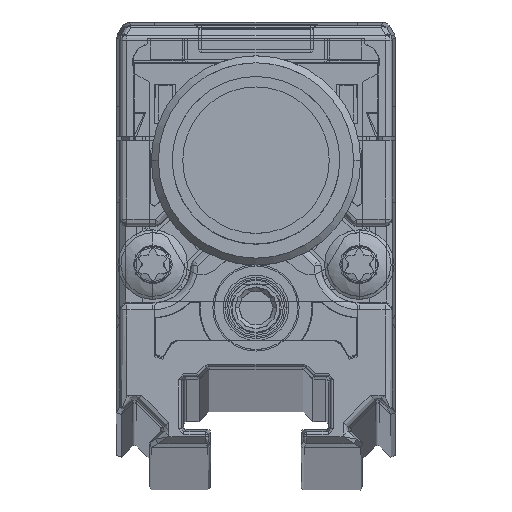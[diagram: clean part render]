
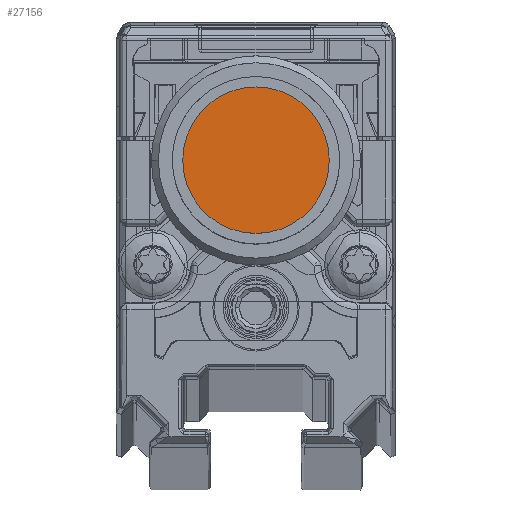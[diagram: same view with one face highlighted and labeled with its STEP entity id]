
A CAD part, top view. The second image highlights one B-rep face of the part: STEP entity #27156.
In plain terms, the highlighted face is planar.
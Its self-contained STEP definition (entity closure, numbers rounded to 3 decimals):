
#26356=CARTESIAN_POINT('',(0.,0.,0.));
#26357=DIRECTION('',(0.,-1.,0.));
#26358=DIRECTION('',(1.,0.,0.));
#26359=AXIS2_PLACEMENT_3D('',#26356,#26357,#26358);
#26361=CARTESIAN_POINT('',(0.,0.,0.));
#26362=DIRECTION('',(0.,-1.,0.));
#26363=DIRECTION('',(-1.,0.,0.));
#26364=AXIS2_PLACEMENT_3D('',#26361,#26362,#26363);
#26462=CARTESIAN_POINT('',(-5.25,0.,0.));
#26463=VERTEX_POINT('',#26462);
#26464=CARTESIAN_POINT('',(5.25,0.,0.));
#26465=VERTEX_POINT('',#26464);
#27147=CARTESIAN_POINT('',(0.,0.,0.));
#27148=DIRECTION('',(0.,-1.,0.));
#27149=DIRECTION('',(1.,0.,0.));
#27150=AXIS2_PLACEMENT_3D('',#27147,#27148,#27149);
#27151=PLANE('',#27150);
#27152=ORIENTED_EDGE('',*,*,#27133,.T.);
#27153=ORIENTED_EDGE('',*,*,#27115,.T.);
#27154=EDGE_LOOP('',(#27152,#27153));
#27155=FACE_OUTER_BOUND('',#27154,.F.);
#27156=ADVANCED_FACE('',(#27155),#27151,.F.);
#26360=CIRCLE('',#26359,5.25);
#26365=CIRCLE('',#26364,5.25);
#27115=EDGE_CURVE('',#26463,#26465,#26365,.T.);
#27133=EDGE_CURVE('',#26465,#26463,#26360,.T.);
